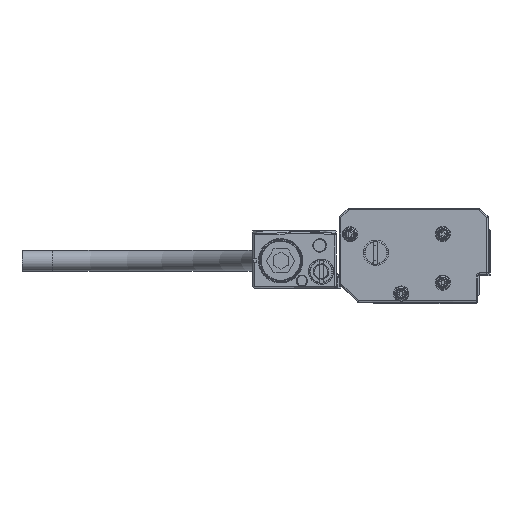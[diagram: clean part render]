
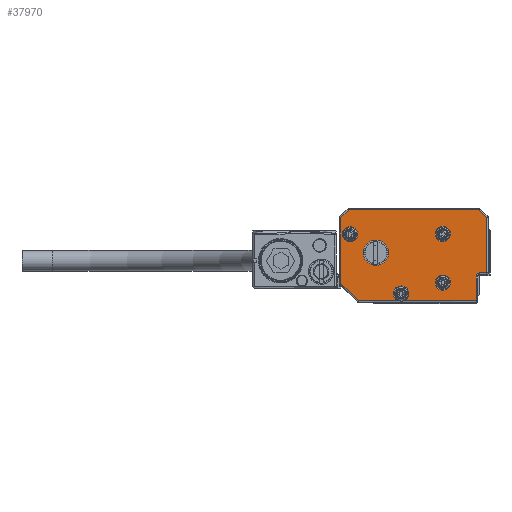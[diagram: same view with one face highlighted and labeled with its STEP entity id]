
A CAD part, left-side view. The second image highlights one B-rep face of the part: STEP entity #37970.
In plain terms, the highlighted planar face has unit normal (-1, 0, 0).
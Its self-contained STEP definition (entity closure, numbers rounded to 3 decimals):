
#37755=AXIS2_PLACEMENT_3D('Circle Axis2P3D',#37753,#37754,$) ;
#37783=AXIS2_PLACEMENT_3D('Circle Axis2P3D',#37781,#37782,$) ;
#37798=AXIS2_PLACEMENT_3D('Plane Axis2P3D',#37795,#37796,#37797) ;
#37802=AXIS2_PLACEMENT_3D('Circle Axis2P3D',#37800,#37801,$) ;
#37809=AXIS2_PLACEMENT_3D('Circle Axis2P3D',#37807,#37808,$) ;
#37816=AXIS2_PLACEMENT_3D('Circle Axis2P3D',#37814,#37815,$) ;
#37828=AXIS2_PLACEMENT_3D('Circle Axis2P3D',#37826,#37827,$) ;
#37900=AXIS2_PLACEMENT_3D('Circle Axis2P3D',#37898,#37899,$) ;
#37909=AXIS2_PLACEMENT_3D('Circle Axis2P3D',#37907,#37908,$) ;
#37918=AXIS2_PLACEMENT_3D('Circle Axis2P3D',#37916,#37917,$) ;
#37927=AXIS2_PLACEMENT_3D('Circle Axis2P3D',#37925,#37926,$) ;
#37936=AXIS2_PLACEMENT_3D('Circle Axis2P3D',#37934,#37935,$) ;
#37945=AXIS2_PLACEMENT_3D('Circle Axis2P3D',#37943,#37944,$) ;
#37954=AXIS2_PLACEMENT_3D('Circle Axis2P3D',#37952,#37953,$) ;
#37963=AXIS2_PLACEMENT_3D('Circle Axis2P3D',#37961,#37962,$) ;
#32790=CARTESIAN_POINT('Vertex',(-673.,8.4,-1.)) ;
#32792=CARTESIAN_POINT('Vertex',(-673.,7.,-1.)) ;
#32795=CARTESIAN_POINT('Line Origine',(-673.,3.5,-1.)) ;
#32799=CARTESIAN_POINT('Vertex',(-673.,21.793,-1.)) ;
#32811=CARTESIAN_POINT('Vertex',(-673.,-17.,-1.)) ;
#32814=CARTESIAN_POINT('Line Origine',(-673.,3.5,-1.)) ;
#37753=CARTESIAN_POINT('Axis2P3D Location',(-673.,7.7,1.4)) ;
#37757=CARTESIAN_POINT('Vertex',(-673.,5.2,1.4)) ;
#37778=CARTESIAN_POINT('Vertex',(-673.,9.894,0.201)) ;
#37781=CARTESIAN_POINT('Axis2P3D Location',(-673.,7.7,1.4)) ;
#37795=CARTESIAN_POINT('Axis2P3D Location',(-673.,-21.5,13.5)) ;
#37800=CARTESIAN_POINT('Axis2P3D Location',(-673.,7.7,1.4)) ;
#37804=CARTESIAN_POINT('Vertex',(-673.,10.2,1.4)) ;
#37807=CARTESIAN_POINT('Axis2P3D Location',(-673.,7.7,1.4)) ;
#37811=CARTESIAN_POINT('Vertex',(-673.,5.506,2.599)) ;
#37814=CARTESIAN_POINT('Axis2P3D Location',(-673.,7.7,1.4)) ;
#37819=CARTESIAN_POINT('Line Origine',(-673.,-17.,3.1)) ;
#37823=CARTESIAN_POINT('Vertex',(-673.,-17.,7.2)) ;
#37826=CARTESIAN_POINT('Axis2P3D Location',(-673.,-18.,7.2)) ;
#37830=CARTESIAN_POINT('Vertex',(-673.,-18.,8.2)) ;
#37833=CARTESIAN_POINT('Line Origine',(-673.,-19.25,8.2)) ;
#37837=CARTESIAN_POINT('Vertex',(-673.,-20.5,8.2)) ;
#37840=CARTESIAN_POINT('Line Origine',(-673.,-20.5,17.246)) ;
#37844=CARTESIAN_POINT('Vertex',(-673.,-20.5,26.293)) ;
#37847=CARTESIAN_POINT('Line Origine',(-673.,-19.146,27.646)) ;
#37851=CARTESIAN_POINT('Vertex',(-673.,-17.793,29.)) ;
#37854=CARTESIAN_POINT('Line Origine',(-673.,3.5,29.)) ;
#37858=CARTESIAN_POINT('Vertex',(-673.,24.793,29.)) ;
#37861=CARTESIAN_POINT('Line Origine',(-673.,26.146,27.646)) ;
#37865=CARTESIAN_POINT('Vertex',(-673.,27.5,26.293)) ;
#37868=CARTESIAN_POINT('Line Origine',(-673.,27.5,15.5)) ;
#37872=CARTESIAN_POINT('Vertex',(-673.,27.5,4.707)) ;
#37875=CARTESIAN_POINT('Line Origine',(-673.,24.646,1.854)) ;
#37898=CARTESIAN_POINT('Axis2P3D Location',(-673.,-6.,5.)) ;
#37902=CARTESIAN_POINT('Vertex',(-673.,-3.806,3.801)) ;
#37904=CARTESIAN_POINT('Vertex',(-673.,-8.194,6.199)) ;
#37907=CARTESIAN_POINT('Axis2P3D Location',(-673.,-6.,5.)) ;
#37916=CARTESIAN_POINT('Axis2P3D Location',(-673.,16.,14.8)) ;
#37920=CARTESIAN_POINT('Vertex',(-673.,11.85,14.8)) ;
#37922=CARTESIAN_POINT('Vertex',(-673.,20.15,14.8)) ;
#37925=CARTESIAN_POINT('Axis2P3D Location',(-673.,16.,14.8)) ;
#37934=CARTESIAN_POINT('Axis2P3D Location',(-673.,-6.,21.)) ;
#37938=CARTESIAN_POINT('Vertex',(-673.,-8.194,22.199)) ;
#37940=CARTESIAN_POINT('Vertex',(-673.,-3.806,19.801)) ;
#37943=CARTESIAN_POINT('Axis2P3D Location',(-673.,-6.,21.)) ;
#37952=CARTESIAN_POINT('Axis2P3D Location',(-673.,24.5,20.9)) ;
#37956=CARTESIAN_POINT('Vertex',(-673.,22.306,22.099)) ;
#37958=CARTESIAN_POINT('Vertex',(-673.,26.694,19.701)) ;
#37961=CARTESIAN_POINT('Axis2P3D Location',(-673.,24.5,20.9)) ;
#32796=DIRECTION('Vector Direction',(0.,1.,0.)) ;
#32815=DIRECTION('Vector Direction',(0.,1.,0.)) ;
#37754=DIRECTION('Axis2P3D Direction',(-1.,0.,0.)) ;
#37782=DIRECTION('Axis2P3D Direction',(-1.,0.,0.)) ;
#37796=DIRECTION('Axis2P3D Direction',(1.,0.,0.)) ;
#37797=DIRECTION('Axis2P3D XDirection',(0.,1.,0.)) ;
#37801=DIRECTION('Axis2P3D Direction',(1.,0.,0.)) ;
#37808=DIRECTION('Axis2P3D Direction',(1.,0.,0.)) ;
#37815=DIRECTION('Axis2P3D Direction',(1.,0.,0.)) ;
#37820=DIRECTION('Vector Direction',(0.,0.,1.)) ;
#37827=DIRECTION('Axis2P3D Direction',(1.,0.,0.)) ;
#37834=DIRECTION('Vector Direction',(0.,-1.,0.)) ;
#37841=DIRECTION('Vector Direction',(0.,0.,1.)) ;
#37848=DIRECTION('Vector Direction',(0.,-0.707,-0.707)) ;
#37855=DIRECTION('Vector Direction',(0.,1.,0.)) ;
#37862=DIRECTION('Vector Direction',(0.,0.707,-0.707)) ;
#37869=DIRECTION('Vector Direction',(0.,0.,-1.)) ;
#37876=DIRECTION('Vector Direction',(0.,-0.707,-0.707)) ;
#37899=DIRECTION('Axis2P3D Direction',(1.,0.,0.)) ;
#37908=DIRECTION('Axis2P3D Direction',(1.,0.,0.)) ;
#37917=DIRECTION('Axis2P3D Direction',(1.,0.,0.)) ;
#37926=DIRECTION('Axis2P3D Direction',(1.,0.,0.)) ;
#37935=DIRECTION('Axis2P3D Direction',(1.,0.,0.)) ;
#37944=DIRECTION('Axis2P3D Direction',(1.,0.,0.)) ;
#37953=DIRECTION('Axis2P3D Direction',(1.,0.,0.)) ;
#37962=DIRECTION('Axis2P3D Direction',(1.,0.,0.)) ;
#32797=VECTOR('Line Direction',#32796,1.) ;
#32816=VECTOR('Line Direction',#32815,1.) ;
#37821=VECTOR('Line Direction',#37820,1.) ;
#37835=VECTOR('Line Direction',#37834,1.) ;
#37842=VECTOR('Line Direction',#37841,1.) ;
#37849=VECTOR('Line Direction',#37848,1.) ;
#37856=VECTOR('Line Direction',#37855,1.) ;
#37863=VECTOR('Line Direction',#37862,1.) ;
#37870=VECTOR('Line Direction',#37869,1.) ;
#37877=VECTOR('Line Direction',#37876,1.) ;
#37881=ORIENTED_EDGE('',*,*,#37785,.T.) ;
#37882=ORIENTED_EDGE('',*,*,#37806,.T.) ;
#37883=ORIENTED_EDGE('',*,*,#37813,.T.) ;
#37884=ORIENTED_EDGE('',*,*,#37818,.T.) ;
#37885=ORIENTED_EDGE('',*,*,#37759,.T.) ;
#37886=ORIENTED_EDGE('',*,*,#32818,.F.) ;
#37887=ORIENTED_EDGE('',*,*,#37825,.F.) ;
#37888=ORIENTED_EDGE('',*,*,#37832,.F.) ;
#37889=ORIENTED_EDGE('',*,*,#37839,.F.) ;
#37890=ORIENTED_EDGE('',*,*,#37846,.F.) ;
#37891=ORIENTED_EDGE('',*,*,#37853,.F.) ;
#37892=ORIENTED_EDGE('',*,*,#37860,.F.) ;
#37893=ORIENTED_EDGE('',*,*,#37867,.F.) ;
#37894=ORIENTED_EDGE('',*,*,#37874,.F.) ;
#37895=ORIENTED_EDGE('',*,*,#37879,.F.) ;
#37896=ORIENTED_EDGE('',*,*,#32801,.F.) ;
#37913=ORIENTED_EDGE('',*,*,#37906,.T.) ;
#37914=ORIENTED_EDGE('',*,*,#37911,.T.) ;
#37931=ORIENTED_EDGE('',*,*,#37924,.T.) ;
#37932=ORIENTED_EDGE('',*,*,#37929,.T.) ;
#37949=ORIENTED_EDGE('',*,*,#37942,.T.) ;
#37950=ORIENTED_EDGE('',*,*,#37947,.T.) ;
#37967=ORIENTED_EDGE('',*,*,#37960,.T.) ;
#37968=ORIENTED_EDGE('',*,*,#37965,.T.) ;
#37915=FACE_BOUND('',#37912,.T.) ;
#37933=FACE_BOUND('',#37930,.T.) ;
#37951=FACE_BOUND('',#37948,.T.) ;
#37969=FACE_BOUND('',#37966,.T.) ;
#37970=ADVANCED_FACE('\X2\FF8AFF9FFF70FF82\X0\ \X2\FF8EFF9EFF83FF9EFF68FF70\X0\',(#37897,#37915,#37933,#37951,#37969),#37799,.F.) ;
#37756=CIRCLE('generated circle',#37755,2.5) ;
#37784=CIRCLE('generated circle',#37783,2.5) ;
#37803=CIRCLE('generated circle',#37802,2.5) ;
#37810=CIRCLE('generated circle',#37809,2.5) ;
#37817=CIRCLE('generated circle',#37816,2.5) ;
#37829=CIRCLE('generated circle',#37828,1.) ;
#37901=CIRCLE('generated circle',#37900,2.5) ;
#37910=CIRCLE('generated circle',#37909,2.5) ;
#37919=CIRCLE('generated circle',#37918,4.15) ;
#37928=CIRCLE('generated circle',#37927,4.15) ;
#37937=CIRCLE('generated circle',#37936,2.5) ;
#37946=CIRCLE('generated circle',#37945,2.5) ;
#37955=CIRCLE('generated circle',#37954,2.5) ;
#37964=CIRCLE('generated circle',#37963,2.5) ;
#32801=EDGE_CURVE('',#32791,#32800,#32798,.T.) ;
#32818=EDGE_CURVE('',#32812,#32793,#32817,.T.) ;
#37759=EDGE_CURVE('',#37758,#32793,#37756,.F.) ;
#37785=EDGE_CURVE('',#32791,#37779,#37784,.F.) ;
#37806=EDGE_CURVE('',#37779,#37805,#37803,.T.) ;
#37813=EDGE_CURVE('',#37805,#37812,#37810,.T.) ;
#37818=EDGE_CURVE('',#37812,#37758,#37817,.T.) ;
#37825=EDGE_CURVE('',#37824,#32812,#37822,.F.) ;
#37832=EDGE_CURVE('',#37831,#37824,#37829,.F.) ;
#37839=EDGE_CURVE('',#37838,#37831,#37836,.F.) ;
#37846=EDGE_CURVE('',#37845,#37838,#37843,.F.) ;
#37853=EDGE_CURVE('',#37852,#37845,#37850,.T.) ;
#37860=EDGE_CURVE('',#37859,#37852,#37857,.F.) ;
#37867=EDGE_CURVE('',#37866,#37859,#37864,.F.) ;
#37874=EDGE_CURVE('',#37873,#37866,#37871,.F.) ;
#37879=EDGE_CURVE('',#32800,#37873,#37878,.F.) ;
#37906=EDGE_CURVE('',#37903,#37905,#37901,.T.) ;
#37911=EDGE_CURVE('',#37905,#37903,#37910,.T.) ;
#37924=EDGE_CURVE('',#37921,#37923,#37919,.T.) ;
#37929=EDGE_CURVE('',#37923,#37921,#37928,.T.) ;
#37942=EDGE_CURVE('',#37939,#37941,#37937,.T.) ;
#37947=EDGE_CURVE('',#37941,#37939,#37946,.T.) ;
#37960=EDGE_CURVE('',#37957,#37959,#37955,.T.) ;
#37965=EDGE_CURVE('',#37959,#37957,#37964,.T.) ;
#37880=EDGE_LOOP('',(#37881,#37882,#37883,#37884,#37885,#37886,#37887,#37888,#37889,#37890,#37891,#37892,#37893,#37894,#37895,#37896)) ;
#37912=EDGE_LOOP('',(#37913,#37914)) ;
#37930=EDGE_LOOP('',(#37931,#37932)) ;
#37948=EDGE_LOOP('',(#37949,#37950)) ;
#37966=EDGE_LOOP('',(#37967,#37968)) ;
#37897=FACE_OUTER_BOUND('',#37880,.T.) ;
#32798=LINE('Line',#32795,#32797) ;
#32817=LINE('Line',#32814,#32816) ;
#37822=LINE('Line',#37819,#37821) ;
#37836=LINE('Line',#37833,#37835) ;
#37843=LINE('Line',#37840,#37842) ;
#37850=LINE('Line',#37847,#37849) ;
#37857=LINE('Line',#37854,#37856) ;
#37864=LINE('Line',#37861,#37863) ;
#37871=LINE('Line',#37868,#37870) ;
#37878=LINE('Line',#37875,#37877) ;
#37799=PLANE('Plane',#37798) ;
#32791=VERTEX_POINT('',#32790) ;
#32793=VERTEX_POINT('',#32792) ;
#32800=VERTEX_POINT('',#32799) ;
#32812=VERTEX_POINT('',#32811) ;
#37758=VERTEX_POINT('',#37757) ;
#37779=VERTEX_POINT('',#37778) ;
#37805=VERTEX_POINT('',#37804) ;
#37812=VERTEX_POINT('',#37811) ;
#37824=VERTEX_POINT('',#37823) ;
#37831=VERTEX_POINT('',#37830) ;
#37838=VERTEX_POINT('',#37837) ;
#37845=VERTEX_POINT('',#37844) ;
#37852=VERTEX_POINT('',#37851) ;
#37859=VERTEX_POINT('',#37858) ;
#37866=VERTEX_POINT('',#37865) ;
#37873=VERTEX_POINT('',#37872) ;
#37903=VERTEX_POINT('',#37902) ;
#37905=VERTEX_POINT('',#37904) ;
#37921=VERTEX_POINT('',#37920) ;
#37923=VERTEX_POINT('',#37922) ;
#37939=VERTEX_POINT('',#37938) ;
#37941=VERTEX_POINT('',#37940) ;
#37957=VERTEX_POINT('',#37956) ;
#37959=VERTEX_POINT('',#37958) ;
